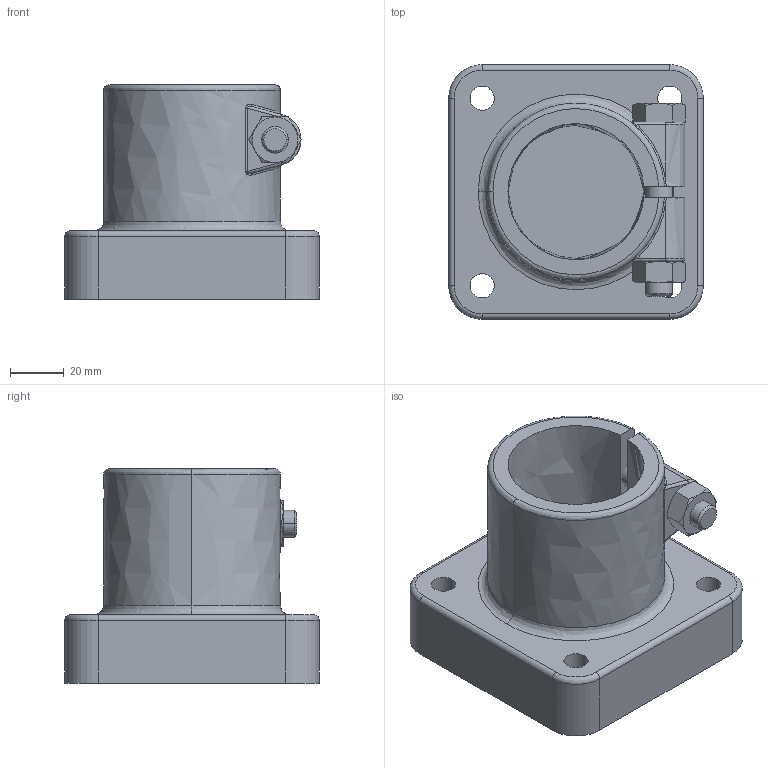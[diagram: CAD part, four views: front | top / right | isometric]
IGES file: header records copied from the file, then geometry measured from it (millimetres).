
Start section: Elysium IGES Interface
Global section: file name: 52HS0198-664761.igs; native system: CoCreate Modeling 17.0  01-Apr-2010; preprocessor: CoCreate IGES_3D V2.2; author: Unknown; organization: Unknown; date: 20110422.165646; units: millimetre
Bounding box: 95 x 95 x 80 mm (x, y, z)
Volume: 271720.7 mm3; surface area: 60341.4 mm2
Topology: 6 solids, 6 shells, 125 faces, 298 edges, 182 vertices
Faces by surface type: bspline 125
